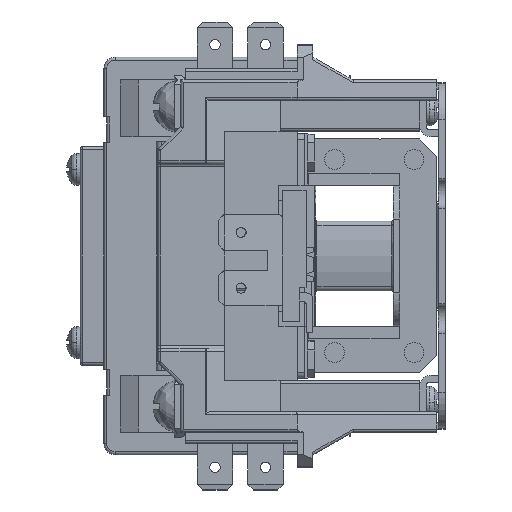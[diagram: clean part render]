
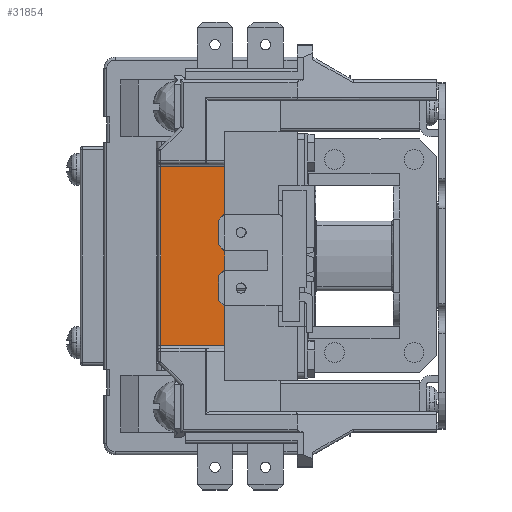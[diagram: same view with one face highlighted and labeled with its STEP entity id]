
A CAD part, left-side view. The second image highlights one B-rep face of the part: STEP entity #31854.
In plain terms, the highlighted planar face has unit normal (-1, 0, 0).
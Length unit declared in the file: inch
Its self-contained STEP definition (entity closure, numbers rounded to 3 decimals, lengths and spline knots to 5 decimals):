
#5837 = EDGE_CURVE ( 'NONE', #72557, #21003, #36698, .T. ) ;
#7421 = VERTEX_POINT ( 'NONE', #69082 ) ;
#11554 = EDGE_CURVE ( 'NONE', #7421, #21003, #81253, .T. ) ;
#14354 = VECTOR ( 'NONE', #31079, 39.37008 ) ;
#14357 = VERTEX_POINT ( 'NONE', #52254 ) ;
#21003 = VERTEX_POINT ( 'NONE', #64296 ) ;
#30517 = VECTOR ( 'NONE', #63377, 39.37008 ) ;
#31079 = DIRECTION ( 'NONE',  ( 0., 1., 0. ) ) ;
#31854 = ADVANCED_FACE ( 'NONE', ( #68532 ), #61940, .F. ) ;
#33284 = CARTESIAN_POINT ( 'NONE',  ( -0.37205, 1.75, 0.62008 ) ) ;
#34119 = LINE ( 'NONE', #69126, #14354 ) ;
#36698 = LINE ( 'NONE', #33284, #57540 ) ;
#40936 = CARTESIAN_POINT ( 'NONE',  ( -0.37205, 1.97244, 0. ) ) ;
#44658 = ORIENTED_EDGE ( 'NONE', *, *, #60428, .F. ) ;
#45465 = DIRECTION ( 'NONE',  ( 0., 0., 1. ) ) ;
#50313 = LINE ( 'NONE', #40936, #30517 ) ;
#51235 = AXIS2_PLACEMENT_3D ( 'NONE', #62583, #76348, #92542 ) ;
#52254 = CARTESIAN_POINT ( 'NONE',  ( -0.37205, 1.97244, -0.62008 ) ) ;
#57540 = VECTOR ( 'NONE', #85368, 39.37008 ) ;
#59609 = CARTESIAN_POINT ( 'NONE',  ( -0.37205, 1.97244, 0.62008 ) ) ;
#60428 = EDGE_CURVE ( 'NONE', #14357, #72557, #50313, .T. ) ;
#61940 = PLANE ( 'NONE',  #51235 ) ;
#62583 = CARTESIAN_POINT ( 'NONE',  ( -0.37205, 1.75, 0. ) ) ;
#63377 = DIRECTION ( 'NONE',  ( 0., 0., 1. ) ) ;
#63407 = ORIENTED_EDGE ( 'NONE', *, *, #5837, .F. ) ;
#64296 = CARTESIAN_POINT ( 'NONE',  ( -0.37205, 1.52756, 0.62008 ) ) ;
#68532 = FACE_OUTER_BOUND ( 'NONE', #71632, .T. ) ;
#69082 = CARTESIAN_POINT ( 'NONE',  ( -0.37205, 1.52756, -0.62008 ) ) ;
#69126 = CARTESIAN_POINT ( 'NONE',  ( -0.37205, 1.75, -0.62008 ) ) ;
#71632 = EDGE_LOOP ( 'NONE', ( #63407, #44658, #80162, #92247 ) ) ;
#71974 = VECTOR ( 'NONE', #45465, 39.37008 ) ;
#72557 = VERTEX_POINT ( 'NONE', #59609 ) ;
#75474 = CARTESIAN_POINT ( 'NONE',  ( -0.37205, 1.52756, 0. ) ) ;
#76348 = DIRECTION ( 'NONE',  ( 1., 0., 0. ) ) ;
#80162 = ORIENTED_EDGE ( 'NONE', *, *, #90140, .F. ) ;
#81253 = LINE ( 'NONE', #75474, #71974 ) ;
#85368 = DIRECTION ( 'NONE',  ( 0., -1., 0. ) ) ;
#90140 = EDGE_CURVE ( 'NONE', #7421, #14357, #34119, .T. ) ;
#92247 = ORIENTED_EDGE ( 'NONE', *, *, #11554, .T. ) ;
#92542 = DIRECTION ( 'NONE',  ( 0., 0., -1. ) ) ;
